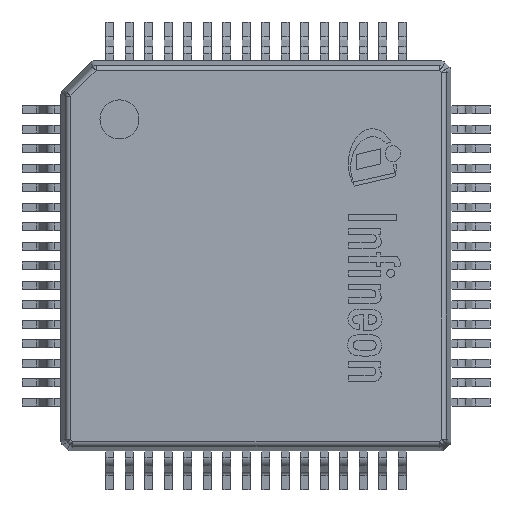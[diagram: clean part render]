
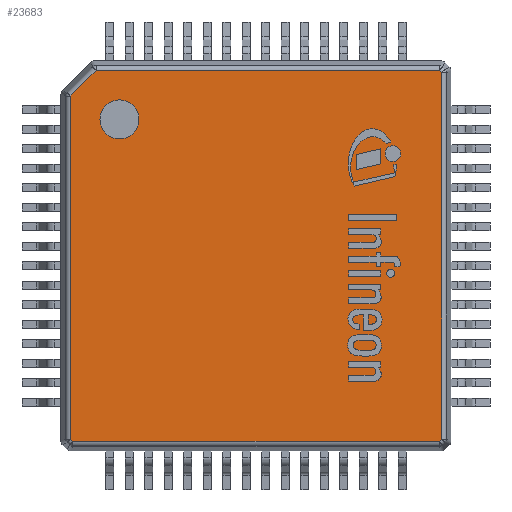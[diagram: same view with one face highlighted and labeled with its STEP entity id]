
A CAD part, top view. The second image highlights one B-rep face of the part: STEP entity #23683.
In plain terms, the highlighted planar face has unit normal (0, 0, 1).
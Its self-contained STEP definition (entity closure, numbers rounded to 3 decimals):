
#87=FACE_BOUND('',#3901,.T.);
#226=CIRCLE('',#25277,0.5);
#1503=PLANE('',#25276);
#2532=FACE_OUTER_BOUND('',#3900,.T.);
#3900=EDGE_LOOP('',(#17484,#17485,#17486,#17487,#17488,#17489,#17490,#17491));
#3901=EDGE_LOOP('',(#17492));
#5440=LINE('',#35089,#8137);
#5446=LINE('',#35118,#8143);
#5452=LINE('',#35147,#8149);
#5458=LINE('',#35176,#8155);
#5460=LINE('',#35179,#8157);
#5462=LINE('',#35182,#8159);
#5464=LINE('',#35185,#8161);
#5466=LINE('',#35188,#8163);
#8137=VECTOR('',#28055,1.);
#8143=VECTOR('',#28087,1.);
#8149=VECTOR('',#28119,1.);
#8155=VECTOR('',#28151,1.);
#8157=VECTOR('',#28155,1.);
#8159=VECTOR('',#28159,1.);
#8161=VECTOR('',#28163,1.);
#8163=VECTOR('',#28167,1.);
#10832=VERTEX_POINT('',#35063);
#10837=VERTEX_POINT('',#35076);
#10842=VERTEX_POINT('',#35092);
#10847=VERTEX_POINT('',#35105);
#10852=VERTEX_POINT('',#35121);
#10857=VERTEX_POINT('',#35134);
#10862=VERTEX_POINT('',#35150);
#10867=VERTEX_POINT('',#35163);
#10871=VERTEX_POINT('',#35198);
#13364=EDGE_CURVE('',#10832,#10837,#5440,.T.);
#13378=EDGE_CURVE('',#10837,#10847,#5446,.T.);
#13392=EDGE_CURVE('',#10847,#10857,#5452,.T.);
#13406=EDGE_CURVE('',#10857,#10867,#5458,.T.);
#13408=EDGE_CURVE('',#10867,#10862,#5460,.T.);
#13410=EDGE_CURVE('',#10862,#10852,#5462,.T.);
#13412=EDGE_CURVE('',#10852,#10842,#5464,.T.);
#13414=EDGE_CURVE('',#10842,#10832,#5466,.T.);
#13419=EDGE_CURVE('',#10871,#10871,#226,.T.);
#17484=ORIENTED_EDGE('',*,*,#13364,.F.);
#17485=ORIENTED_EDGE('',*,*,#13414,.F.);
#17486=ORIENTED_EDGE('',*,*,#13412,.F.);
#17487=ORIENTED_EDGE('',*,*,#13410,.F.);
#17488=ORIENTED_EDGE('',*,*,#13408,.F.);
#17489=ORIENTED_EDGE('',*,*,#13406,.F.);
#17490=ORIENTED_EDGE('',*,*,#13392,.F.);
#17491=ORIENTED_EDGE('',*,*,#13378,.F.);
#17492=ORIENTED_EDGE('',*,*,#13419,.T.);
#23683=ADVANCED_FACE('',(#2532,#87),#1503,.T.);
#25276=AXIS2_PLACEMENT_3D('',#35197,#28180,#28181);
#25277=AXIS2_PLACEMENT_3D('',#35199,#28182,#28183);
#28055=DIRECTION('',(0.,-1.,0.));
#28087=DIRECTION('',(-0.707,-0.707,0.));
#28119=DIRECTION('',(-1.,0.,0.));
#28151=DIRECTION('',(-0.707,0.707,0.));
#28155=DIRECTION('',(0.,1.,0.));
#28159=DIRECTION('',(0.707,0.707,0.));
#28163=DIRECTION('',(1.,0.,0.));
#28167=DIRECTION('',(0.707,-0.707,0.));
#28180=DIRECTION('center_axis',(0.,0.,1.));
#28181=DIRECTION('ref_axis',(0.,-1.,0.));
#28182=DIRECTION('center_axis',(0.,0.,-1.));
#28183=DIRECTION('ref_axis',(0.,1.,0.));
#35063=CARTESIAN_POINT('',(4.758,4.7,1.6));
#35076=CARTESIAN_POINT('',(4.758,-4.7,1.6));
#35089=CARTESIAN_POINT('',(4.758,2.376,1.6));
#35092=CARTESIAN_POINT('',(4.7,4.758,1.6));
#35105=CARTESIAN_POINT('',(4.7,-4.758,1.6));
#35118=CARTESIAN_POINT('',(4.779,-4.679,1.6));
#35121=CARTESIAN_POINT('',(-4.1,4.758,1.6));
#35134=CARTESIAN_POINT('',(-4.7,-4.758,1.6));
#35147=CARTESIAN_POINT('',(2.424,-4.758,1.6));
#35150=CARTESIAN_POINT('',(-4.758,4.1,1.6));
#35163=CARTESIAN_POINT('',(-4.758,-4.7,1.6));
#35176=CARTESIAN_POINT('',(-4.655,-4.803,1.6));
#35179=CARTESIAN_POINT('',(-4.758,-2.424,1.6));
#35182=CARTESIAN_POINT('',(-4.629,4.229,1.6));
#35185=CARTESIAN_POINT('',(-2.076,4.758,1.6));
#35188=CARTESIAN_POINT('',(4.703,4.755,1.6));
#35197=CARTESIAN_POINT('Origin',(0.048,-0.048,
1.6));
#35198=CARTESIAN_POINT('',(-3.5,3.,1.6));
#35199=CARTESIAN_POINT('Origin',(-3.5,3.5,1.6));
